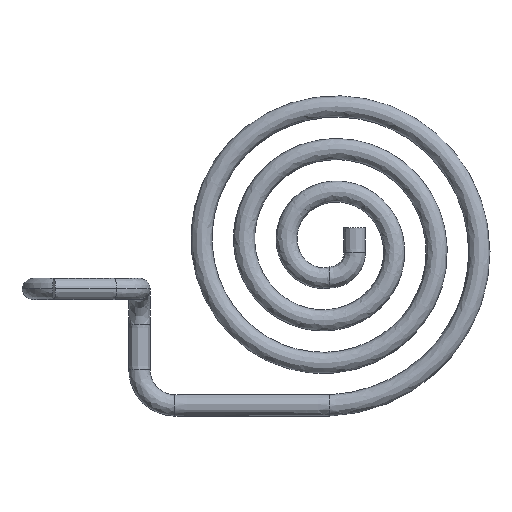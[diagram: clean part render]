
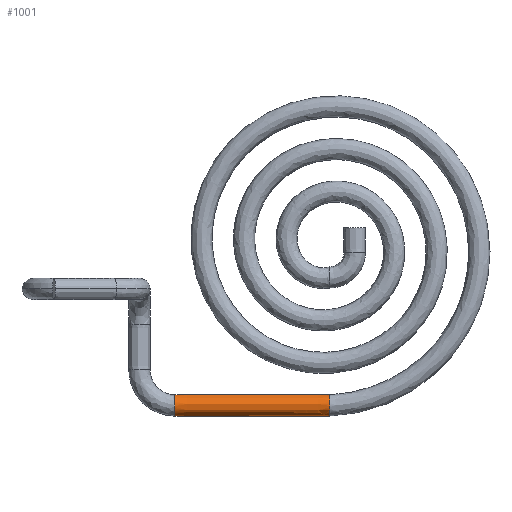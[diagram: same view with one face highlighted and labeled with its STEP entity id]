
A CAD part, left-side view. The second image highlights one B-rep face of the part: STEP entity #1001.
In plain terms, the highlighted face is a extrusion surface.
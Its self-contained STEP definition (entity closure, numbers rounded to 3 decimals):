
#343=CARTESIAN_POINT('',(122.52,-5.65,-10.074));
#344=VERTEX_POINT('',#343);
#345=CARTESIAN_POINT('',(122.221,-5.65,-9.752));
#346=VERTEX_POINT('',#345);
#347=CARTESIAN_POINT('',(122.52,-5.65,-10.073));
#348=CARTESIAN_POINT('',(122.438,-5.65,-10.073));
#349=CARTESIAN_POINT('',(122.356,-5.65,-10.038));
#350=CARTESIAN_POINT('',(122.3,-5.65,-9.978));
#351=CARTESIAN_POINT('',(122.245,-5.65,-9.917));
#352=CARTESIAN_POINT('',(122.215,-5.65,-9.833));
#353=CARTESIAN_POINT('',(122.221,-5.65,-9.752));
#354=B_SPLINE_CURVE_WITH_KNOTS('',3,(#347,#348,#349,#350,#351,#352,#353),.UNSPECIFIED.,.F.,.F.,(4,3,4),(0.,0.5,1.),.UNSPECIFIED.);
#355=EDGE_CURVE('',#344,#346,#354,.T.);
#880=CARTESIAN_POINT('',(122.52,-5.65,-9.474));
#881=VERTEX_POINT('',#880);
#920=CARTESIAN_POINT('',(122.237,-5.65,-9.677));
#921=VERTEX_POINT('',#920);
#922=CARTESIAN_POINT('',(122.236,-5.65,-9.677));
#923=CARTESIAN_POINT('',(122.257,-5.65,-9.618));
#924=CARTESIAN_POINT('',(122.295,-5.65,-9.566));
#925=CARTESIAN_POINT('',(122.345,-5.65,-9.53));
#926=CARTESIAN_POINT('',(122.396,-5.65,-9.494));
#927=CARTESIAN_POINT('',(122.458,-5.65,-9.473));
#928=CARTESIAN_POINT('',(122.52,-5.65,-9.473));
#929=B_SPLINE_CURVE_WITH_KNOTS('',3,(#922,#923,#924,#925,#926,#927,#928),.UNSPECIFIED.,.F.,.F.,(4,3,4),(0.,0.5,1.),.UNSPECIFIED.);
#930=EDGE_CURVE('',#921,#881,#929,.T.);
#932=CARTESIAN_POINT('',(122.221,-5.65,-9.752));
#933=CARTESIAN_POINT('',(122.223,-5.65,-9.726));
#934=CARTESIAN_POINT('',(122.228,-5.65,-9.701));
#935=CARTESIAN_POINT('',(122.236,-5.65,-9.677));
#936=B_SPLINE_CURVE_WITH_KNOTS('',3,(#932,#933,#934,#935),.UNSPECIFIED.,.F.,.F.,(4,4),(0.,1.),.UNSPECIFIED.);
#937=EDGE_CURVE('',#346,#921,#936,.T.);
#942=CARTESIAN_POINT('',(122.55,-5.65,-9.477));
#943=CARTESIAN_POINT('',(122.54,-5.65,-9.476));
#944=CARTESIAN_POINT('',(122.502,-5.65,-9.473));
#945=CARTESIAN_POINT('',(122.434,-5.65,-9.484));
#946=CARTESIAN_POINT('',(122.356,-5.65,-9.519));
#947=CARTESIAN_POINT('',(122.29,-5.65,-9.576));
#948=CARTESIAN_POINT('',(122.244,-5.65,-9.649));
#949=CARTESIAN_POINT('',(122.219,-5.65,-9.732));
#950=CARTESIAN_POINT('',(122.219,-5.65,-9.818));
#951=CARTESIAN_POINT('',(122.244,-5.65,-9.901));
#952=CARTESIAN_POINT('',(122.29,-5.65,-9.974));
#953=CARTESIAN_POINT('',(122.356,-5.65,-10.031));
#954=CARTESIAN_POINT('',(122.434,-5.65,-10.066));
#955=CARTESIAN_POINT('',(122.502,-5.65,-10.077));
#956=CARTESIAN_POINT('',(122.54,-5.65,-10.074));
#957=CARTESIAN_POINT('',(122.55,-5.65,-10.073));
#958=B_SPLINE_CURVE_WITH_KNOTS('',3,(#942,#943,#944,#945,#946,#947,#948,#949,#950,#951,#952,#953,#954,#955,#956,#957),.UNSPECIFIED.,.F.,.F.,(4,1,1,1,1,1,1,1,1,1,1,1,1,4),(0.,0.03,0.116,0.201,0.286,0.372,0.457,0.543,0.628,0.714,0.799,0.884,0.97,1.),.UNSPECIFIED.);
#959=DIRECTION('',(0.,1.,0.));
#960=VECTOR('',#959,1.);
#961=SURFACE_OF_LINEAR_EXTRUSION('',#958,#960);
#962=ORIENTED_EDGE('',*,*,#930,.T.);
#963=CARTESIAN_POINT('',(122.52,-1.3,-9.475));
#964=VERTEX_POINT('',#963);
#965=CARTESIAN_POINT('',(122.519,-5.65,-9.475));
#966=CARTESIAN_POINT('',(122.52,-4.2,-9.475));
#967=CARTESIAN_POINT('',(122.52,-2.75,-9.475));
#968=CARTESIAN_POINT('',(122.52,-1.3,-9.475));
#969=B_SPLINE_CURVE_WITH_KNOTS('',3,(#965,#966,#967,#968),.UNSPECIFIED.,.F.,.F.,(4,4),(0.,4.35),.UNSPECIFIED.);
#970=EDGE_CURVE('',#881,#964,#969,.T.);
#971=ORIENTED_EDGE('',*,*,#970,.T.);
#972=CARTESIAN_POINT('',(122.52,-1.3,-10.075));
#973=VERTEX_POINT('',#972);
#974=CARTESIAN_POINT('',(122.52,-1.3,-10.075));
#975=CARTESIAN_POINT('',(122.492,-1.3,-10.075));
#976=CARTESIAN_POINT('',(122.434,-1.3,-10.066));
#977=CARTESIAN_POINT('',(122.356,-1.3,-10.031));
#978=CARTESIAN_POINT('',(122.29,-1.3,-9.974));
#979=CARTESIAN_POINT('',(122.244,-1.3,-9.901));
#980=CARTESIAN_POINT('',(122.219,-1.3,-9.818));
#981=CARTESIAN_POINT('',(122.219,-1.3,-9.732));
#982=CARTESIAN_POINT('',(122.244,-1.3,-9.649));
#983=CARTESIAN_POINT('',(122.29,-1.3,-9.576));
#984=CARTESIAN_POINT('',(122.356,-1.3,-9.519));
#985=CARTESIAN_POINT('',(122.434,-1.3,-9.484));
#986=CARTESIAN_POINT('',(122.492,-1.3,-9.475));
#987=CARTESIAN_POINT('',(122.52,-1.3,-9.475));
#988=B_SPLINE_CURVE_WITH_KNOTS('',3,(#974,#975,#976,#977,#978,#979,#980,#981,#982,#983,#984,#985,#986,#987),.UNSPECIFIED.,.F.,.F.,(4,1,1,1,1,1,1,1,1,1,1,4),(0.03,0.116,0.201,0.286,0.372,0.457,0.543,0.628,0.714,0.799,0.884,0.97),.UNSPECIFIED.);
#989=EDGE_CURVE('',#973,#964,#988,.T.);
#990=ORIENTED_EDGE('',*,*,#989,.F.);
#991=CARTESIAN_POINT('',(122.52,-5.65,-10.075));
#992=DIRECTION('',(0.,1.,0.));
#993=VECTOR('',#992,4.35);
#994=LINE('',#991,#993);
#995=EDGE_CURVE('',#344,#973,#994,.T.);
#996=ORIENTED_EDGE('',*,*,#995,.F.);
#997=ORIENTED_EDGE('',*,*,#355,.T.);
#998=ORIENTED_EDGE('',*,*,#937,.T.);
#999=EDGE_LOOP('',(#962,#971,#990,#996,#997,#998));
#1000=FACE_BOUND('',#999,.T.);
#1001=ADVANCED_FACE('',(#1000),#961,.F.);
